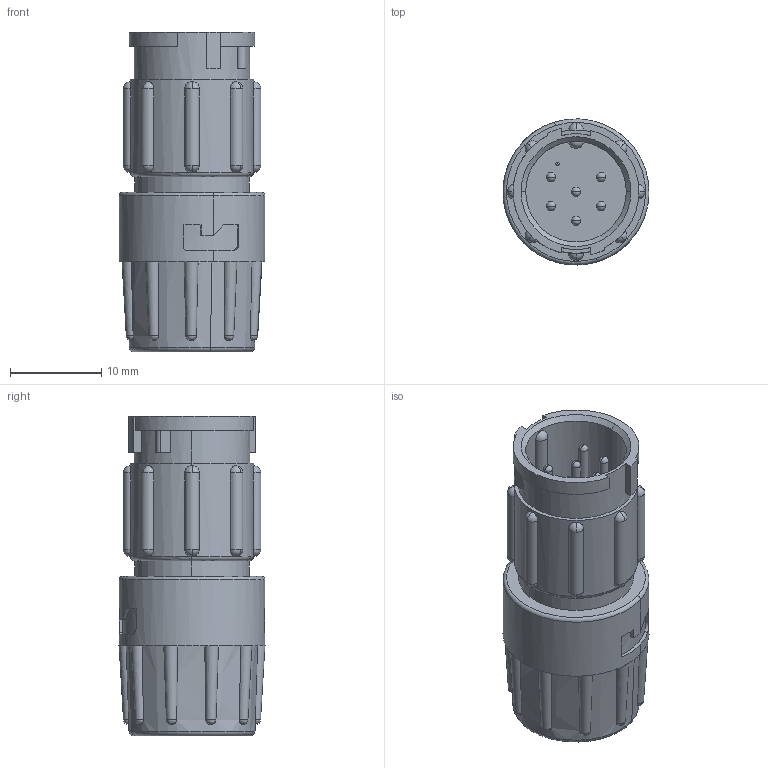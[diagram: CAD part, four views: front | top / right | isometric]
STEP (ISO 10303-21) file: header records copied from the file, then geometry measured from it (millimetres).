
FILE_DESCRIPTION (( 'STEP AP203' ), '1' );
FILE_NAME ('8282-6PG-3DC.STEP', '2012-12-27T22:03:15', ( '21FPBF1' ), ( 'Conxall' ), 'SwSTEP 2.0', 'SolidWorks 2012', '' );
FILE_SCHEMA (( 'CONFIG_CONTROL_DESIGN' ));
Length unit declared in the file: inch
Products named in the file (1): 8282-6PG-3DC
Bounding box: 15.99 x 16 x 35.05 mm (x, y, z)
Volume: 4852.8 mm3; surface area: 2584.2 mm2
Topology: 1 solids, 1 shells, 177 faces, 561 edges, 354 vertices
Faces by surface type: cylinder 51, plane 50, sphere 45, bspline 20, torus 7, cone 4
Entity records: 9551 total; most frequent: CARTESIAN_POINT 5217, ORIENTED_EDGE 940, DIRECTION 854, EDGE_CURVE 470, AXIS2_PLACEMENT_3D 365, VERTEX_POINT 308, CIRCLE 207, EDGE_LOOP 190
